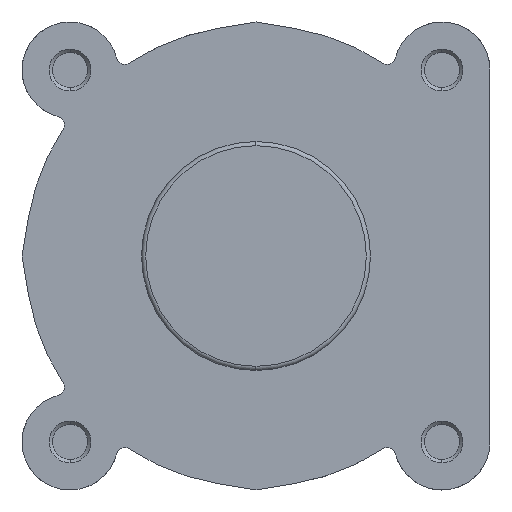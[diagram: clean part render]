
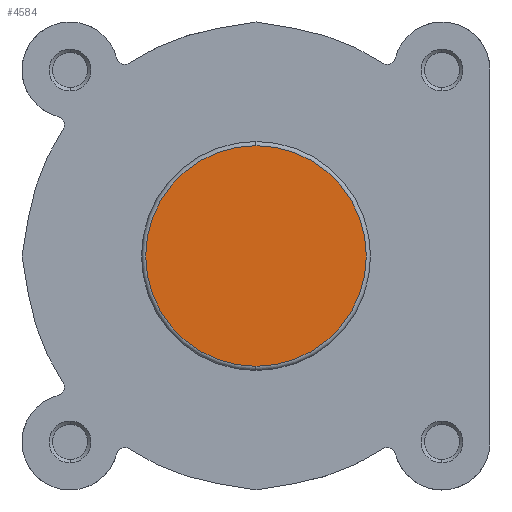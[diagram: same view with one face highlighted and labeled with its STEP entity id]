
A CAD part, left-side view. The second image highlights one B-rep face of the part: STEP entity #4584.
In plain terms, the highlighted planar face has unit normal (-1, 0, 0).
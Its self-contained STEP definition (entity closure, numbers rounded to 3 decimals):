
#193 = EDGE_CURVE ( 'NONE', #5937, #6089, #3766, .T. ) ;
#295 = EDGE_CURVE ( 'NONE', #6089, #5937, #3905, .T. ) ;
#645 = ORIENTED_EDGE ( 'NONE', *, *, #193, .T. ) ;
#646 = ORIENTED_EDGE ( 'NONE', *, *, #295, .T. ) ;
#2641 = CARTESIAN_POINT ( 'NONE',  ( 0., 0., 26.4 ) ) ;
#2792 = CARTESIAN_POINT ( 'NONE',  ( 0., 0., -26.4 ) ) ;
#3472 = EDGE_LOOP ( 'NONE', ( #646, #645 ) ) ;
#3766 = CIRCLE ( 'NONE', #4945, 26.4 ) ;
#3905 = CIRCLE ( 'NONE', #5008, 26.4 ) ;
#4375 = FACE_OUTER_BOUND ( 'NONE', #3472, .T. ) ;
#4584 = ADVANCED_FACE ( 'NONE', ( #4375 ), #7271, .F. ) ;
#4945 = AXIS2_PLACEMENT_3D ( 'NONE', #6221, #6222, #6223 ) ;
#5008 = AXIS2_PLACEMENT_3D ( 'NONE', #6482, #6489, #6490 ) ;
#5221 = AXIS2_PLACEMENT_3D ( 'NONE', #7272, #7281, #7282 ) ;
#5937 = VERTEX_POINT ( 'NONE', #2641 ) ;
#6089 = VERTEX_POINT ( 'NONE', #2792 ) ;
#6221 = CARTESIAN_POINT ( 'NONE',  ( 0., 0., 0. ) ) ;
#6222 = DIRECTION ( 'NONE',  ( -1., 0., 0. ) ) ;
#6223 = DIRECTION ( 'NONE',  ( 0., 0., -1. ) ) ;
#6482 = CARTESIAN_POINT ( 'NONE',  ( 0., 0., 0. ) ) ;
#6489 = DIRECTION ( 'NONE',  ( -1., 0., 0. ) ) ;
#6490 = DIRECTION ( 'NONE',  ( 0., 0., -1. ) ) ;
#7271 = PLANE ( 'NONE',  #5221 ) ;
#7272 = CARTESIAN_POINT ( 'NONE',  ( 0., 27.4, 0. ) ) ;
#7281 = DIRECTION ( 'NONE',  ( 1., 0., 0. ) ) ;
#7282 = DIRECTION ( 'NONE',  ( 0., 0., -1. ) ) ;
